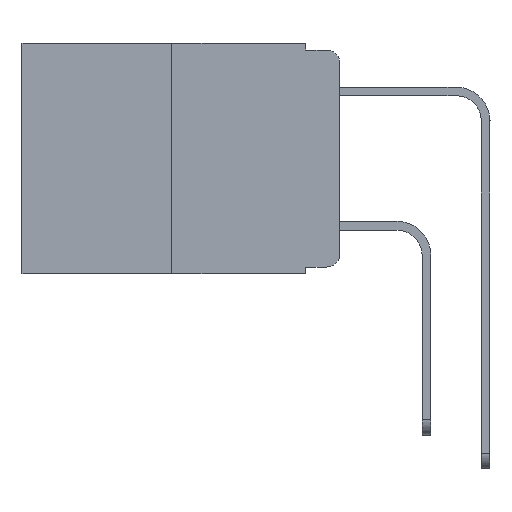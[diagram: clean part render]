
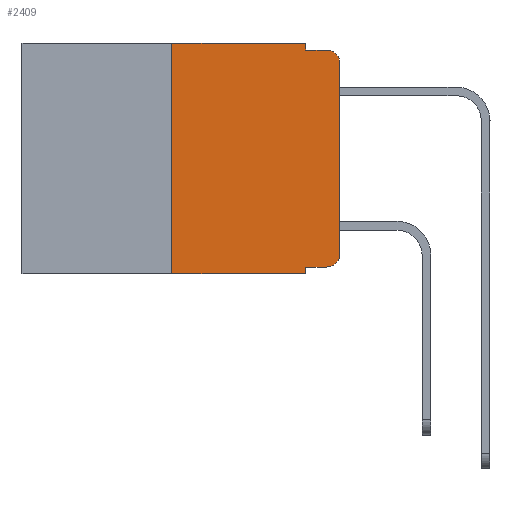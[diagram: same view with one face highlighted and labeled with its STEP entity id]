
A CAD part, left-side view. The second image highlights one B-rep face of the part: STEP entity #2409.
In plain terms, the highlighted planar face has unit normal (-1, 0, 0).
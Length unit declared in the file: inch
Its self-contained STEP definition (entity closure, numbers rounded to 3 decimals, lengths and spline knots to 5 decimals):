
#181 = VERTEX_POINT ( 'NONE', #2646 ) ;
#734 = EDGE_CURVE ( 'NONE', #15432, #12914, #8161, .T. ) ;
#850 = EDGE_CURVE ( 'NONE', #13036, #25853, #10990, .T. ) ;
#2409 = ADVANCED_FACE ( 'NONE', ( #22188 ), #20422, .F. ) ;
#2646 = CARTESIAN_POINT ( 'NONE',  ( 0., 0.051, 0. ) ) ;
#2669 = CARTESIAN_POINT ( 'NONE',  ( 0., 0.051, -0.333 ) ) ;
#3706 = CARTESIAN_POINT ( 'NONE',  ( 0., 0., -0.313 ) ) ;
#4232 = VECTOR ( 'NONE', #17843, 39.37008 ) ;
#4309 = ORIENTED_EDGE ( 'NONE', *, *, #5061, .T. ) ;
#4589 = AXIS2_PLACEMENT_3D ( 'NONE', #12218, #26420, #14309 ) ;
#4616 = ORIENTED_EDGE ( 'NONE', *, *, #18424, .T. ) ;
#4708 = CARTESIAN_POINT ( 'NONE',  ( 0., 0.25, 0. ) ) ;
#4891 = CARTESIAN_POINT ( 'NONE',  ( 0., 0.473, -0.343 ) ) ;
#4929 = EDGE_CURVE ( 'NONE', #20445, #5530, #24905, .T. ) ;
#5061 = EDGE_CURVE ( 'NONE', #20445, #17615, #22458, .T. ) ;
#5511 = LINE ( 'NONE', #11700, #4232 ) ;
#5530 = VERTEX_POINT ( 'NONE', #4708 ) ;
#5830 = DIRECTION ( 'NONE',  ( 0., 0., 1. ) ) ;
#5861 = VERTEX_POINT ( 'NONE', #24085 ) ;
#6493 = CARTESIAN_POINT ( 'NONE',  ( 0., 0.051, 0. ) ) ;
#6666 = CARTESIAN_POINT ( 'NONE',  ( 0., 0.02, -0.03 ) ) ;
#6694 = CARTESIAN_POINT ( 'NONE',  ( 0., 0.02, -0.333 ) ) ;
#6825 = DIRECTION ( 'NONE',  ( 0., -1., 0. ) ) ;
#6877 = EDGE_CURVE ( 'NONE', #5861, #17615, #21700, .T. ) ;
#7263 = VECTOR ( 'NONE', #20866, 39.37008 ) ;
#7674 = CARTESIAN_POINT ( 'NONE',  ( 0., 0.25, -0.343 ) ) ;
#8134 = EDGE_CURVE ( 'NONE', #5530, #181, #10712, .T. ) ;
#8161 = LINE ( 'NONE', #24702, #18460 ) ;
#8456 = EDGE_CURVE ( 'NONE', #5861, #14300, #19422, .T. ) ;
#8494 = VECTOR ( 'NONE', #6825, 39.37008 ) ;
#8723 = DIRECTION ( 'NONE',  ( 0., 0., -1. ) ) ;
#10102 = VECTOR ( 'NONE', #22101, 39.37008 ) ;
#10712 = LINE ( 'NONE', #26098, #10102 ) ;
#10861 = DIRECTION ( 'NONE',  ( 0., -1., 0. ) ) ;
#10990 = LINE ( 'NONE', #19083, #21942 ) ;
#10999 = ORIENTED_EDGE ( 'NONE', *, *, #6877, .F. ) ;
#11309 = ORIENTED_EDGE ( 'NONE', *, *, #20430, .F. ) ;
#11700 = CARTESIAN_POINT ( 'NONE',  ( 0., 0.051, 0. ) ) ;
#11933 = CARTESIAN_POINT ( 'NONE',  ( 0., 0.02, -0.313 ) ) ;
#12218 = CARTESIAN_POINT ( 'NONE',  ( 0., 0.473, 0. ) ) ;
#12419 = CARTESIAN_POINT ( 'NONE',  ( 0., 0.02, -0.01 ) ) ;
#12663 = CARTESIAN_POINT ( 'NONE',  ( 0., 0.051, -0.01 ) ) ;
#12914 = VERTEX_POINT ( 'NONE', #14410 ) ;
#13036 = VERTEX_POINT ( 'NONE', #12663 ) ;
#14038 = DIRECTION ( 'NONE',  ( 0., 0., -1. ) ) ;
#14153 = VECTOR ( 'NONE', #5830, 39.37008 ) ;
#14285 = ORIENTED_EDGE ( 'NONE', *, *, #26378, .T. ) ;
#14300 = VERTEX_POINT ( 'NONE', #6694 ) ;
#14309 = DIRECTION ( 'NONE',  ( 0., 0., -1. ) ) ;
#14410 = CARTESIAN_POINT ( 'NONE',  ( 0., 0., -0.03 ) ) ;
#14684 = CIRCLE ( 'NONE', #17765, 0.02 ) ;
#15152 = DIRECTION ( 'NONE',  ( 0., -1., 0. ) ) ;
#15432 = VERTEX_POINT ( 'NONE', #3706 ) ;
#16016 = EDGE_LOOP ( 'NONE', ( #25975, #4616, #20984, #11309, #17456, #19395, #4309, #10999, #17136, #14285 ) ) ;
#16090 = CARTESIAN_POINT ( 'NONE',  ( 0., 0.25, 0. ) ) ;
#17136 = ORIENTED_EDGE ( 'NONE', *, *, #8456, .T. ) ;
#17456 = ORIENTED_EDGE ( 'NONE', *, *, #8134, .F. ) ;
#17615 = VERTEX_POINT ( 'NONE', #24695 ) ;
#17765 = AXIS2_PLACEMENT_3D ( 'NONE', #6666, #21027, #8723 ) ;
#17843 = DIRECTION ( 'NONE',  ( 0., 0., -1. ) ) ;
#18424 = EDGE_CURVE ( 'NONE', #12914, #25853, #14684, .T. ) ;
#18460 = VECTOR ( 'NONE', #20795, 39.37008 ) ;
#19083 = CARTESIAN_POINT ( 'NONE',  ( 0., 0.051, -0.01 ) ) ;
#19395 = ORIENTED_EDGE ( 'NONE', *, *, #4929, .F. ) ;
#19422 = LINE ( 'NONE', #2669, #8494 ) ;
#20422 = PLANE ( 'NONE',  #4589 ) ;
#20430 = EDGE_CURVE ( 'NONE', #181, #13036, #5511, .T. ) ;
#20445 = VERTEX_POINT ( 'NONE', #7674 ) ;
#20795 = DIRECTION ( 'NONE',  ( 0., 0., 1. ) ) ;
#20866 = DIRECTION ( 'NONE',  ( 0., 0., -1. ) ) ;
#20926 = CIRCLE ( 'NONE', #26186, 0.02 ) ;
#20984 = ORIENTED_EDGE ( 'NONE', *, *, #850, .F. ) ;
#21027 = DIRECTION ( 'NONE',  ( -1., 0., 0. ) ) ;
#21166 = VECTOR ( 'NONE', #15152, 39.37008 ) ;
#21700 = LINE ( 'NONE', #6493, #7263 ) ;
#21942 = VECTOR ( 'NONE', #10861, 39.37008 ) ;
#22101 = DIRECTION ( 'NONE',  ( 0., -1., 0. ) ) ;
#22188 = FACE_OUTER_BOUND ( 'NONE', #16016, .T. ) ;
#22458 = LINE ( 'NONE', #4891, #21166 ) ;
#24085 = CARTESIAN_POINT ( 'NONE',  ( 0., 0.051, -0.333 ) ) ;
#24695 = CARTESIAN_POINT ( 'NONE',  ( 0., 0.051, -0.343 ) ) ;
#24702 = CARTESIAN_POINT ( 'NONE',  ( 0., 0., 0. ) ) ;
#24905 = LINE ( 'NONE', #16090, #14153 ) ;
#25853 = VERTEX_POINT ( 'NONE', #12419 ) ;
#25975 = ORIENTED_EDGE ( 'NONE', *, *, #734, .T. ) ;
#26098 = CARTESIAN_POINT ( 'NONE',  ( 0., 0.473, 0. ) ) ;
#26165 = DIRECTION ( 'NONE',  ( -1., 0., 0. ) ) ;
#26186 = AXIS2_PLACEMENT_3D ( 'NONE', #11933, #26165, #14038 ) ;
#26378 = EDGE_CURVE ( 'NONE', #14300, #15432, #20926, .T. ) ;
#26420 = DIRECTION ( 'NONE',  ( 1., 0., 0. ) ) ;
